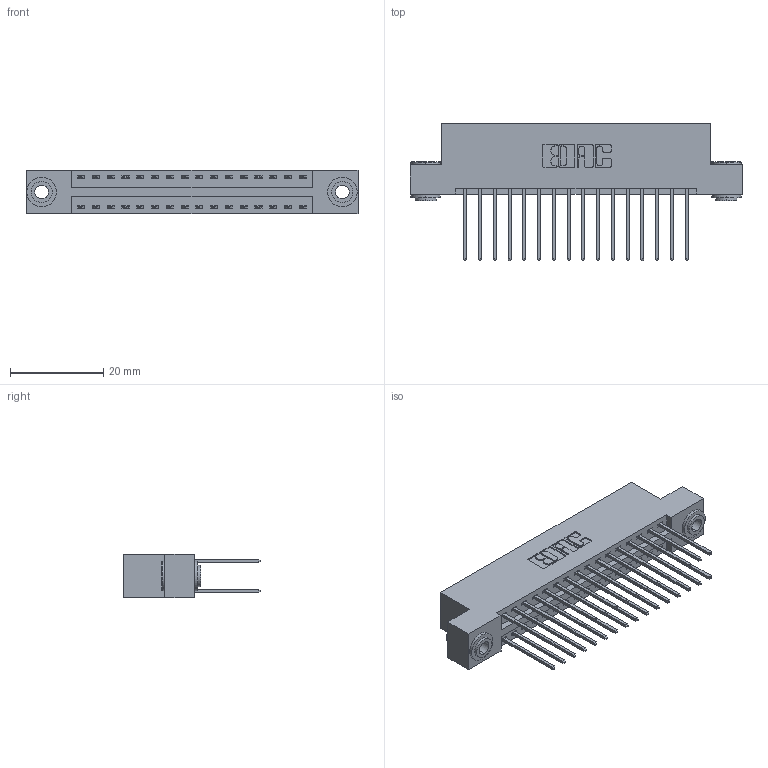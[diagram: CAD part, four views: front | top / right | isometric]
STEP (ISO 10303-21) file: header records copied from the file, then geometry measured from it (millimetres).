
FILE_DESCRIPTION (( 'STEP AP203' ), '1' );
FILE_NAME ('396-032-540-203.STEP', '2018-09-05T10:55:30', ( '' ), ( '' ), 'SwSTEP 2.0', 'SolidWorks 2016', '' );
FILE_SCHEMA (( 'CONFIG_CONTROL_DESIGN' ));
Length unit declared in the file: inch
Products named in the file (4): 346 Part_Flush Mounting Lugs - 0.156 Dia-TH; 345-292-001_345-293-140; 345-250-002_345-250-002-102; 396-032-540-203
Assembly tree (35 placements, depth 2):
  396-032-540-203
    346 Part_Flush Mounting Lugs - 0.156 Dia-TH
    345-292-001_345-293-140  x32
    345-250-002_345-250-002-102  x2
Bounding box: 71.37 x 29.46 x 9.4 mm (x, y, z)
Volume: 6898.6 mm3; surface area: 9861.9 mm2
Topology: 35 solids, 35 shells, 1824 faces, 5365 edges, 3530 vertices
Faces by surface type: plane 1206, cylinder 610, cone 8
Entity records: 14610 total; most frequent: CARTESIAN_POINT 2419, ORIENTED_EDGE 2346, DIRECTION 2215, EDGE_CURVE 1173, VECTOR 953, LINE 953, VERTEX_POINT 778, AXIS2_PLACEMENT_3D 631
